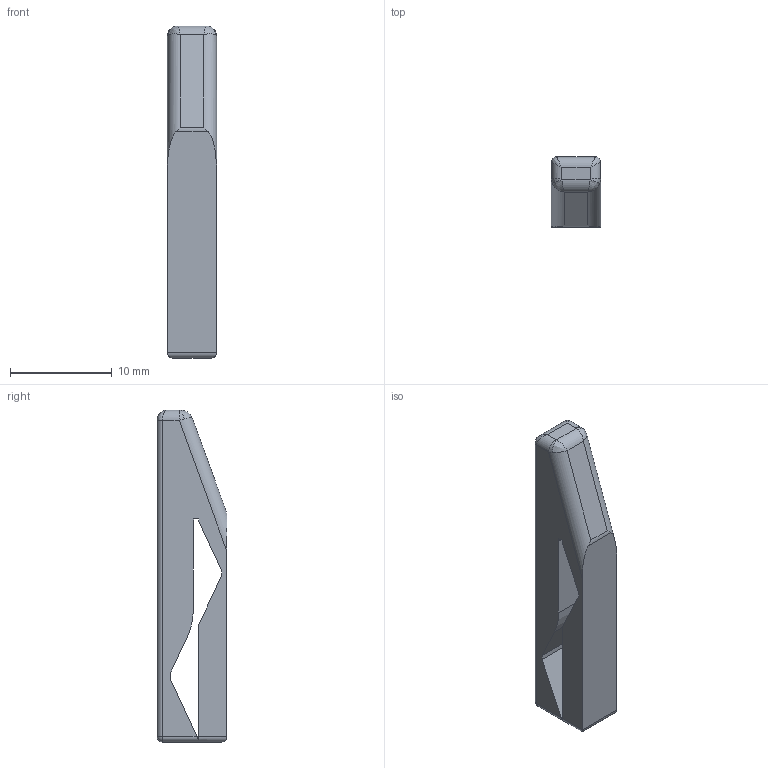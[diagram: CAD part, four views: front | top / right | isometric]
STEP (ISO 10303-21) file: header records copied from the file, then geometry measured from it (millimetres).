
FILE_DESCRIPTION(/* description */ (''),/* implementation_level */ '2;1');
FILE_NAME(/* name */ 'Arm Support 1.step',/* time_stamp */ '2025-12-02T22:42:58-08:00',/* author */ (''),/* organization */ (''),/* preprocessor_version */ 'ST-DEVELOPER v20.1',/* originating_system */ 'Autodesk Translation Framework v14.21.0.0',/* authorisation */ '');
FILE_SCHEMA (('AUTOMOTIVE_DESIGN { 1 0 10303 214 3 1 1 }'));
Length unit declared in the file: metre
Products named in the file (1): Arm Support 1
Bounding box: 4.83 x 6.86 x 32.63 mm (x, y, z)
Volume: 802.8 mm3; surface area: 888.3 mm2
Topology: 1 solids, 1 shells, 42 faces, 112 edges, 64 vertices
Faces by surface type: plane 19, cylinder 15, bspline 6, sphere 2
Entity records: 1382 total; most frequent: CARTESIAN_POINT 327, DIRECTION 218, ORIENTED_EDGE 212, EDGE_CURVE 106, AXIS2_PLACEMENT_3D 75, LINE 68, VECTOR 68, VERTEX_POINT 64
